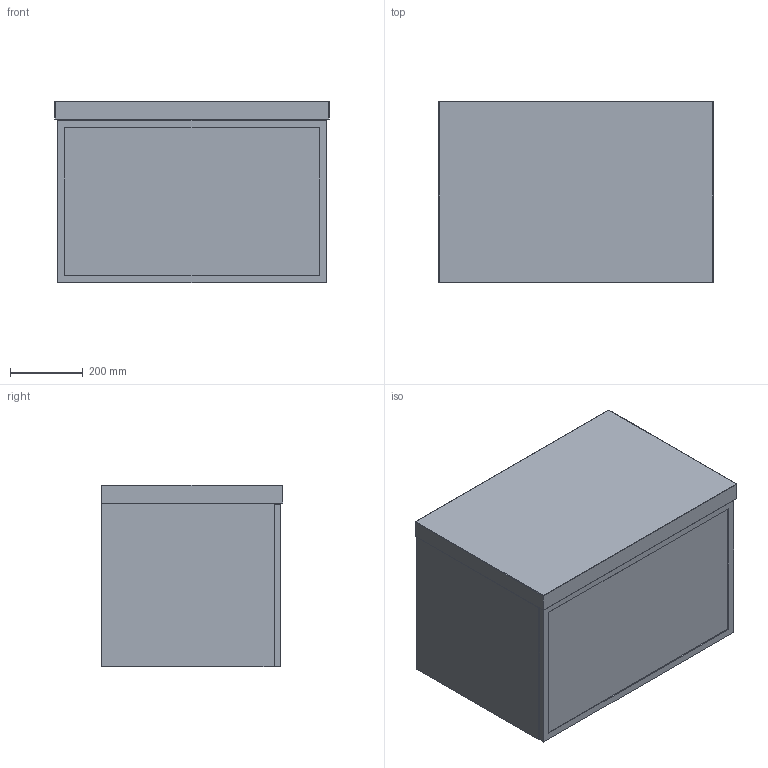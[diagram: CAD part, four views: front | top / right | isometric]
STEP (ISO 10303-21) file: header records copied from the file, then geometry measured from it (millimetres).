
FILE_DESCRIPTION(/* description */ (''),/* implementation_level */ '2;1');
FILE_NAME(/* name */ 'Kado Lux Slim 750 (50MM)',/* time_stamp */ '2025-07-09T15:05:25+10:00',/* author */ (''),/* organization */ (''),/* preprocessor_version */ 'ST-DEVELOPER v16.5',/* originating_system */ '',/* authorisation */ '');
FILE_SCHEMA (('AUTOMOTIVE_DESIGN'));
Length unit declared in the file: millimetre
Products named in the file (9): Document; Kado Lux Slim 750 (50MM); Kado Lux Slim ALL15; Kado Lux Slim 75014; Kado Lux Slim Carcass 7507; Lux Slim Drawer Front 7401213; Lux Slim Drawer Front 740234; 50MM Benchtop (Semi-Inset) ALL1011; 750 Benchtop (50mm)9
Assembly tree (8 placements, depth 6):
  Document
    Kado Lux Slim 750 (50MM)
      Kado Lux Slim ALL15
        Kado Lux Slim 75014
          Kado Lux Slim Carcass 7507
          Lux Slim Drawer Front 7401213
            Lux Slim Drawer Front 740234
      50MM Benchtop (Semi-Inset) ALL1011
        750 Benchtop (50mm)9
Bounding box: 755 x 500 x 500 mm (x, y, z)
Volume: 28640175 mm3; surface area: 4075948.5 mm2
Topology: 7 solids, 7 shells, 69 faces, 145 edges, 86 vertices
Faces by surface type: plane 52, cylinder 11, bspline 6
Entity records: 2063 total; most frequent: CARTESIAN_POINT 739, ORIENTED_EDGE 278, EDGE_CURVE 139, B_SPLINE_CURVE_WITH_KNOTS 119, DIRECTION 103, VERTEX_POINT 86, AXIS2_PLACEMENT_3D 83, EDGE_LOOP 71
